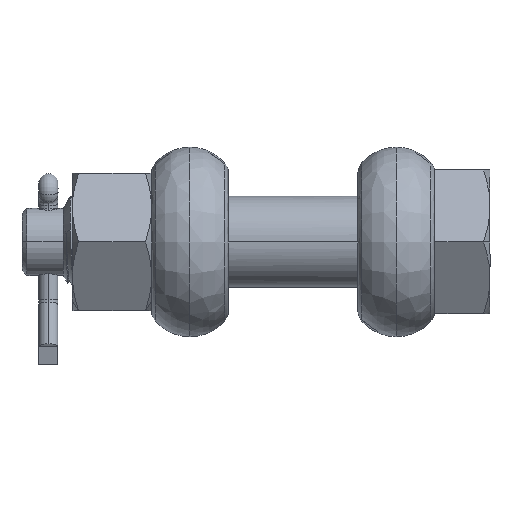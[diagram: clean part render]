
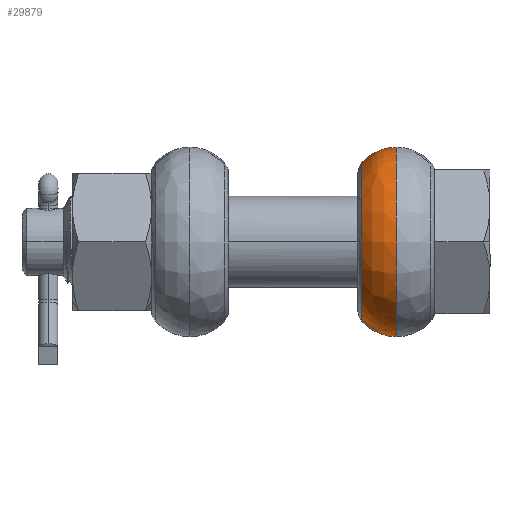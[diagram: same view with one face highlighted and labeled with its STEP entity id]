
A CAD part, front view. The second image highlights one B-rep face of the part: STEP entity #29879.
In plain terms, the highlighted free-form (B-spline) face has degree [3, 3] with [4, 4] control points.
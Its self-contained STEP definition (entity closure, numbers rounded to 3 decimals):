
#192 = DIRECTION ( 'NONE',  ( 0., 0., -1. ) ) ;
#193 = DIRECTION ( 'NONE',  ( -1., 0., 0. ) ) ;
#194 = CARTESIAN_POINT ( 'NONE',  ( 21.5, 0., 0. ) ) ;
#195 = AXIS2_PLACEMENT_3D ( 'NONE', #194, #193, #192 ) ;
#196 = CIRCLE ( 'NONE', #195, 19.75 ) ;
#197 = CIRCLE ( 'NONE', #216, 9.6 ) ;
#208 =( BOUNDED_SURFACE ( )  B_SPLINE_SURFACE ( 3, 3, ( 
 ( #230, #229, #228, #233 ),
 ( #232, #234, #236, #235 ),
 ( #238, #237, #240, #239 ),
 ( #242, #241, #293, #292 ) ),
 .UNSPECIFIED., .F., .F., .T. ) 
 B_SPLINE_SURFACE_WITH_KNOTS ( ( 4, 4 ),
 ( 4, 4 ),
 ( 0., 1. ),
 ( 0., 1. ),
 .UNSPECIFIED. ) 
 GEOMETRIC_REPRESENTATION_ITEM ( )  RATIONAL_B_SPLINE_SURFACE ( (
 ( 1., 0.333, 0.333, 1.),
 ( 0.941, 0.314, 0.314, 0.941),
 ( 0.941, 0.314, 0.314, 0.941),
 ( 1., 0.333, 0.333, 1.) ) ) 
 REPRESENTATION_ITEM ( '' )  SURFACE ( )  );
#214 = DIRECTION ( 'NONE',  ( 0., -1., 0. ) ) ;
#215 = CARTESIAN_POINT ( 'NONE',  ( 21.5, 0., 10.15 ) ) ;
#216 = AXIS2_PLACEMENT_3D ( 'NONE', #215, #214, #463 ) ;
#226 = CARTESIAN_POINT ( 'NONE',  ( 21.5, 0., 19.75 ) ) ;
#227 = CARTESIAN_POINT ( 'NONE',  ( 21.5, 0., -19.75 ) ) ;
#228 = CARTESIAN_POINT ( 'NONE',  ( 21.5, -39.5, 19.75 ) ) ;
#229 = CARTESIAN_POINT ( 'NONE',  ( 21.5, -39.5, -19.75 ) ) ;
#230 = CARTESIAN_POINT ( 'NONE',  ( 21.5, 0., -19.75 ) ) ;
#232 = CARTESIAN_POINT ( 'NONE',  ( 18.702, 0., -19.75 ) ) ;
#233 = CARTESIAN_POINT ( 'NONE',  ( 21.5, 0., 19.75 ) ) ;
#234 = CARTESIAN_POINT ( 'NONE',  ( 18.702, -39.5, -19.75 ) ) ;
#235 = CARTESIAN_POINT ( 'NONE',  ( 18.702, 0., 19.75 ) ) ;
#236 = CARTESIAN_POINT ( 'NONE',  ( 18.702, -39.5, 19.75 ) ) ;
#237 = CARTESIAN_POINT ( 'NONE',  ( 16.151, -37.197, -18.599 ) ) ;
#238 = CARTESIAN_POINT ( 'NONE',  ( 16.151, 0., -18.599 ) ) ;
#239 = CARTESIAN_POINT ( 'NONE',  ( 16.151, 0., 18.599 ) ) ;
#240 = CARTESIAN_POINT ( 'NONE',  ( 16.151, -37.197, 18.599 ) ) ;
#241 = CARTESIAN_POINT ( 'NONE',  ( 14.3, -33., -16.5 ) ) ;
#242 = CARTESIAN_POINT ( 'NONE',  ( 14.3, 0., -16.5 ) ) ;
#292 = CARTESIAN_POINT ( 'NONE',  ( 14.3, 0., 16.5 ) ) ;
#293 = CARTESIAN_POINT ( 'NONE',  ( 14.3, -33., 16.5 ) ) ;
#450 = FACE_OUTER_BOUND ( 'NONE', #29880, .T. ) ;
#463 = DIRECTION ( 'NONE',  ( 0., 0., -1. ) ) ;
#466 = DIRECTION ( 'NONE',  ( 0., 0., -1. ) ) ;
#467 = DIRECTION ( 'NONE',  ( 0., -1., 0. ) ) ;
#468 = AXIS2_PLACEMENT_3D ( 'NONE', #470, #467, #466 ) ;
#469 = CIRCLE ( 'NONE', #468, 9.6 ) ;
#470 = CARTESIAN_POINT ( 'NONE',  ( 21.5, 0., -10.15 ) ) ;
#24981 = CIRCLE ( 'NONE', #24998, 16.5 ) ;
#24995 = DIRECTION ( 'NONE',  ( 0., 0., -1. ) ) ;
#24996 = DIRECTION ( 'NONE',  ( -1., 0., 0. ) ) ;
#24997 = CARTESIAN_POINT ( 'NONE',  ( 14.3, 0., 0. ) ) ;
#24998 = AXIS2_PLACEMENT_3D ( 'NONE', #24997, #24996, #24995 ) ;
#25000 = CARTESIAN_POINT ( 'NONE',  ( 14.3, 0., 16.5 ) ) ;
#25010 = CARTESIAN_POINT ( 'NONE',  ( 14.3, 0., -16.5 ) ) ;
#29264 = VERTEX_POINT ( 'NONE', #25010 ) ;
#29266 = EDGE_CURVE ( 'NONE', #29264, #29267, #24981, .T. ) ;
#29267 = VERTEX_POINT ( 'NONE', #25000 ) ;
#29879 = ADVANCED_FACE ( 'NONE', ( #450 ), #208, .F. ) ;
#29880 = EDGE_LOOP ( 'NONE', ( #29881, #29885, #29887, #29888 ) ) ;
#29881 = ORIENTED_EDGE ( 'NONE', *, *, #29882, .T. ) ;
#29882 = EDGE_CURVE ( 'NONE', #29883, #29884, #196, .T. ) ;
#29883 = VERTEX_POINT ( 'NONE', #227 ) ;
#29884 = VERTEX_POINT ( 'NONE', #226 ) ;
#29885 = ORIENTED_EDGE ( 'NONE', *, *, #29886, .T. ) ;
#29886 = EDGE_CURVE ( 'NONE', #29884, #29267, #197, .T. ) ;
#29887 = ORIENTED_EDGE ( 'NONE', *, *, #29266, .F. ) ;
#29888 = ORIENTED_EDGE ( 'NONE', *, *, #29889, .T. ) ;
#29889 = EDGE_CURVE ( 'NONE', #29264, #29883, #469, .T. ) ;
